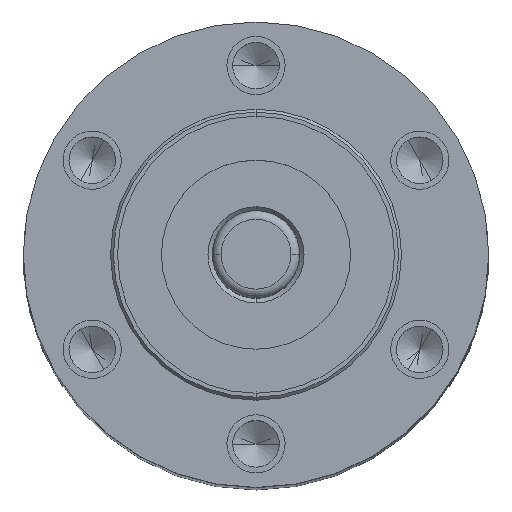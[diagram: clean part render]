
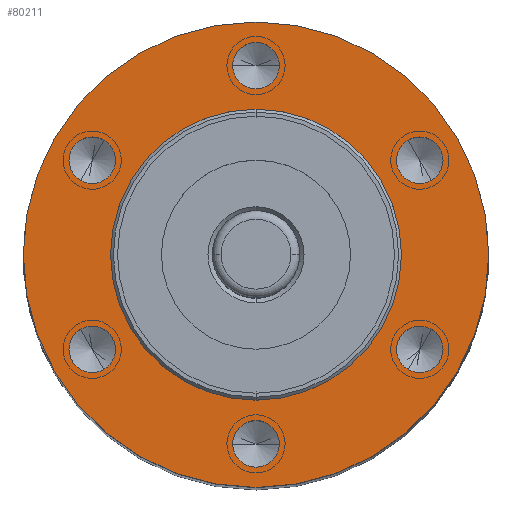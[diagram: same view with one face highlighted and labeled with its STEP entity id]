
A CAD part, top view. The second image highlights one B-rep face of the part: STEP entity #80211.
In plain terms, the highlighted planar face has unit normal (0, 0, 1).
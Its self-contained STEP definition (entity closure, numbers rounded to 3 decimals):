
#78975=CARTESIAN_POINT('',(0.,0.,0.));
#78976=DIRECTION('',(0.,0.,-1.));
#78977=DIRECTION('',(0.,1.,0.));
#78978=AXIS2_PLACEMENT_3D('',#78975,#78976,#78977);
#78990=CARTESIAN_POINT('',(0.,0.,0.));
#78991=DIRECTION('',(0.,0.,1.));
#78992=DIRECTION('',(0.,1.,0.));
#78993=AXIS2_PLACEMENT_3D('',#78990,#78991,#78992);
#79274=CARTESIAN_POINT('',(0.,0.,0.));
#79275=DIRECTION('',(0.,0.,1.));
#79276=DIRECTION('',(0.,1.,0.));
#79277=AXIS2_PLACEMENT_3D('',#79274,#79275,#79276);
#79279=CARTESIAN_POINT('',(0.,0.,0.));
#79280=DIRECTION('',(0.,0.,-1.));
#79281=DIRECTION('',(0.,1.,0.));
#79282=AXIS2_PLACEMENT_3D('',#79279,#79280,#79281);
#79284=CARTESIAN_POINT('',(0.,6.5,0.));
#79285=DIRECTION('',(0.,0.,1.));
#79286=DIRECTION('',(-1.,0.,0.));
#79287=AXIS2_PLACEMENT_3D('',#79284,#79285,#79286);
#79289=CARTESIAN_POINT('',(0.,6.5,0.));
#79290=DIRECTION('',(0.,0.,1.));
#79291=DIRECTION('',(1.,0.,0.));
#79292=AXIS2_PLACEMENT_3D('',#79289,#79290,#79291);
#79294=CARTESIAN_POINT('',(5.629,3.25,0.));
#79295=DIRECTION('',(0.,0.,1.));
#79296=DIRECTION('',(-0.5,0.866,0.));
#79297=AXIS2_PLACEMENT_3D('',#79294,#79295,#79296);
#79299=CARTESIAN_POINT('',(5.629,3.25,0.));
#79300=DIRECTION('',(0.,0.,1.));
#79301=DIRECTION('',(0.5,-0.866,0.));
#79302=AXIS2_PLACEMENT_3D('',#79299,#79300,#79301);
#79304=CARTESIAN_POINT('',(5.629,-3.25,0.));
#79305=DIRECTION('',(0.,0.,1.));
#79306=DIRECTION('',(0.5,0.866,0.));
#79307=AXIS2_PLACEMENT_3D('',#79304,#79305,#79306);
#79309=CARTESIAN_POINT('',(5.629,-3.25,0.));
#79310=DIRECTION('',(0.,0.,1.));
#79311=DIRECTION('',(-0.5,-0.866,0.));
#79312=AXIS2_PLACEMENT_3D('',#79309,#79310,#79311);
#79314=CARTESIAN_POINT('',(0.,-6.5,0.));
#79315=DIRECTION('',(0.,0.,1.));
#79316=DIRECTION('',(1.,0.,0.));
#79317=AXIS2_PLACEMENT_3D('',#79314,#79315,#79316);
#79319=CARTESIAN_POINT('',(0.,-6.5,0.));
#79320=DIRECTION('',(0.,0.,1.));
#79321=DIRECTION('',(-1.,0.,0.));
#79322=AXIS2_PLACEMENT_3D('',#79319,#79320,#79321);
#79324=CARTESIAN_POINT('',(-5.629,-3.25,0.));
#79325=DIRECTION('',(0.,0.,1.));
#79326=DIRECTION('',(0.5,-0.866,0.));
#79327=AXIS2_PLACEMENT_3D('',#79324,#79325,#79326);
#79329=CARTESIAN_POINT('',(-5.629,-3.25,0.));
#79330=DIRECTION('',(0.,0.,1.));
#79331=DIRECTION('',(-0.5,0.866,0.));
#79332=AXIS2_PLACEMENT_3D('',#79329,#79330,#79331);
#79334=CARTESIAN_POINT('',(-5.629,3.25,0.));
#79335=DIRECTION('',(0.,0.,1.));
#79336=DIRECTION('',(-0.5,-0.866,0.));
#79337=AXIS2_PLACEMENT_3D('',#79334,#79335,#79336);
#79339=CARTESIAN_POINT('',(-5.629,3.25,0.));
#79340=DIRECTION('',(0.,0.,1.));
#79341=DIRECTION('',(0.5,0.866,0.));
#79342=AXIS2_PLACEMENT_3D('',#79339,#79340,#79341);
#79560=CARTESIAN_POINT('',(0.,8.,0.));
#79562=VERTEX_POINT('',#79560);
#79578=CARTESIAN_POINT('',(0.,-8.,0.));
#79580=VERTEX_POINT('',#79578);
#79581=CARTESIAN_POINT('',(0.,4.8,0.));
#79583=VERTEX_POINT('',#79581);
#79587=CARTESIAN_POINT('',(0.,-4.8,0.));
#79589=VERTEX_POINT('',#79587);
#79619=CARTESIAN_POINT('',(-0.8,6.5,0.));
#79620=CARTESIAN_POINT('',(0.8,6.5,0.));
#79621=VERTEX_POINT('',#79619);
#79622=VERTEX_POINT('',#79620);
#79629=CARTESIAN_POINT('',(5.229,3.943,0.));
#79630=CARTESIAN_POINT('',(6.029,2.557,0.));
#79631=VERTEX_POINT('',#79629);
#79632=VERTEX_POINT('',#79630);
#79639=CARTESIAN_POINT('',(6.029,-2.557,0.));
#79640=CARTESIAN_POINT('',(5.229,-3.943,0.));
#79641=VERTEX_POINT('',#79639);
#79642=VERTEX_POINT('',#79640);
#79649=CARTESIAN_POINT('',(0.8,-6.5,0.));
#79650=CARTESIAN_POINT('',(-0.8,-6.5,0.));
#79651=VERTEX_POINT('',#79649);
#79652=VERTEX_POINT('',#79650);
#79659=CARTESIAN_POINT('',(-5.229,-3.943,0.));
#79660=CARTESIAN_POINT('',(-6.029,-2.557,0.));
#79661=VERTEX_POINT('',#79659);
#79662=VERTEX_POINT('',#79660);
#79669=CARTESIAN_POINT('',(-6.029,2.557,0.));
#79670=CARTESIAN_POINT('',(-5.229,3.943,0.));
#79671=VERTEX_POINT('',#79669);
#79672=VERTEX_POINT('',#79670);
#80162=CARTESIAN_POINT('',(0.,0.,0.));
#80163=DIRECTION('',(0.,0.,-1.));
#80164=DIRECTION('',(0.,-1.,0.));
#80165=AXIS2_PLACEMENT_3D('',#80162,#80163,#80164);
#80166=PLANE('',#80165);
#80167=ORIENTED_EDGE('',*,*,#80155,.F.);
#80168=ORIENTED_EDGE('',*,*,#80144,.T.);
#80169=EDGE_LOOP('',(#80167,#80168));
#80170=FACE_OUTER_BOUND('',#80169,.F.);
#80171=ORIENTED_EDGE('',*,*,#79700,.F.);
#80172=ORIENTED_EDGE('',*,*,#79718,.T.);
#80173=EDGE_LOOP('',(#80171,#80172));
#80174=FACE_BOUND('',#80173,.F.);
#80176=ORIENTED_EDGE('',*,*,#80175,.T.);
#80178=ORIENTED_EDGE('',*,*,#80177,.T.);
#80179=EDGE_LOOP('',(#80176,#80178));
#80180=FACE_BOUND('',#80179,.F.);
#80182=ORIENTED_EDGE('',*,*,#80181,.T.);
#80184=ORIENTED_EDGE('',*,*,#80183,.T.);
#80185=EDGE_LOOP('',(#80182,#80184));
#80186=FACE_BOUND('',#80185,.F.);
#80188=ORIENTED_EDGE('',*,*,#80187,.T.);
#80190=ORIENTED_EDGE('',*,*,#80189,.T.);
#80191=EDGE_LOOP('',(#80188,#80190));
#80192=FACE_BOUND('',#80191,.F.);
#80194=ORIENTED_EDGE('',*,*,#80193,.T.);
#80196=ORIENTED_EDGE('',*,*,#80195,.T.);
#80197=EDGE_LOOP('',(#80194,#80196));
#80198=FACE_BOUND('',#80197,.F.);
#80200=ORIENTED_EDGE('',*,*,#80199,.T.);
#80202=ORIENTED_EDGE('',*,*,#80201,.T.);
#80203=EDGE_LOOP('',(#80200,#80202));
#80204=FACE_BOUND('',#80203,.F.);
#80206=ORIENTED_EDGE('',*,*,#80205,.T.);
#80208=ORIENTED_EDGE('',*,*,#80207,.T.);
#80209=EDGE_LOOP('',(#80206,#80208));
#80210=FACE_BOUND('',#80209,.F.);
#80211=ADVANCED_FACE('',(#80170,#80174,#80180,#80186,#80192,#80198,#80204,
#80210),#80166,.F.);
#78979=CIRCLE('',#78978,4.8);
#78994=CIRCLE('',#78993,4.8);
#79278=CIRCLE('',#79277,8.);
#79283=CIRCLE('',#79282,8.);
#79288=CIRCLE('',#79287,0.8);
#79293=CIRCLE('',#79292,0.8);
#79298=CIRCLE('',#79297,0.8);
#79303=CIRCLE('',#79302,0.8);
#79308=CIRCLE('',#79307,0.8);
#79313=CIRCLE('',#79312,0.8);
#79318=CIRCLE('',#79317,0.8);
#79323=CIRCLE('',#79322,0.8);
#79328=CIRCLE('',#79327,0.8);
#79333=CIRCLE('',#79332,0.8);
#79338=CIRCLE('',#79337,0.8);
#79343=CIRCLE('',#79342,0.8);
#79700=EDGE_CURVE('',#79583,#79589,#78979,.T.);
#79718=EDGE_CURVE('',#79583,#79589,#78994,.T.);
#80144=EDGE_CURVE('',#79562,#79580,#79283,.T.);
#80155=EDGE_CURVE('',#79562,#79580,#79278,.T.);
#80175=EDGE_CURVE('',#79621,#79622,#79288,.T.);
#80177=EDGE_CURVE('',#79622,#79621,#79293,.T.);
#80181=EDGE_CURVE('',#79631,#79632,#79298,.T.);
#80183=EDGE_CURVE('',#79632,#79631,#79303,.T.);
#80187=EDGE_CURVE('',#79641,#79642,#79308,.T.);
#80189=EDGE_CURVE('',#79642,#79641,#79313,.T.);
#80193=EDGE_CURVE('',#79651,#79652,#79318,.T.);
#80195=EDGE_CURVE('',#79652,#79651,#79323,.T.);
#80199=EDGE_CURVE('',#79661,#79662,#79328,.T.);
#80201=EDGE_CURVE('',#79662,#79661,#79333,.T.);
#80205=EDGE_CURVE('',#79671,#79672,#79338,.T.);
#80207=EDGE_CURVE('',#79672,#79671,#79343,.T.);
